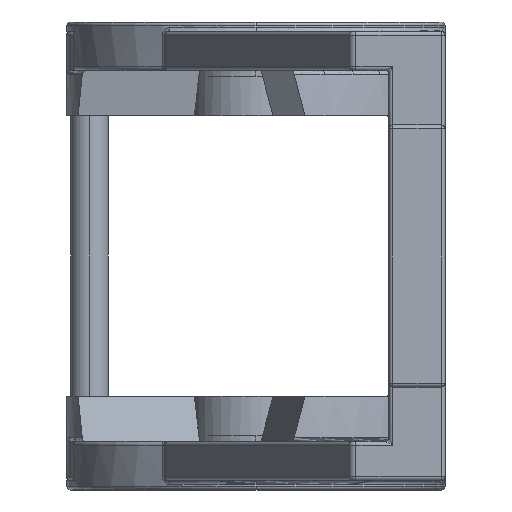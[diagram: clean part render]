
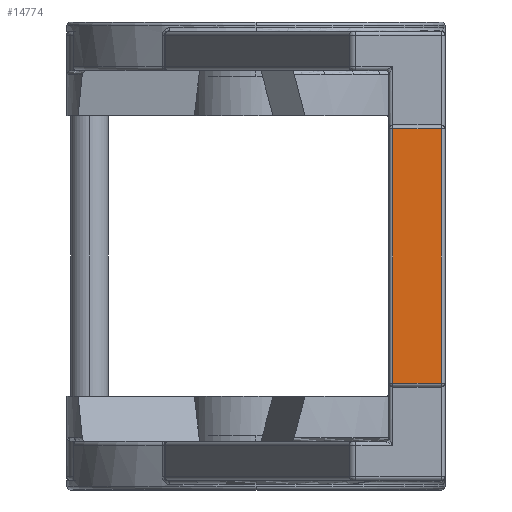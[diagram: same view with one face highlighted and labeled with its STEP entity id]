
A CAD part, left-side view. The second image highlights one B-rep face of the part: STEP entity #14774.
In plain terms, the highlighted planar face has unit normal (-1, 0, 0).
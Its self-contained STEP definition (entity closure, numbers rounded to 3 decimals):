
#206 = CARTESIAN_POINT ( 'NONE',  ( -48.6, -7.3, -16.6 ) ) ;
#502 = VECTOR ( 'NONE', #17410, 1000. ) ;
#1170 = PLANE ( 'NONE',  #12042 ) ;
#1371 = EDGE_CURVE ( 'NONE', #6062, #6858, #13958, .T. ) ;
#2413 = ORIENTED_EDGE ( 'NONE', *, *, #16802, .T. ) ;
#2687 = EDGE_CURVE ( 'NONE', #6858, #14608, #10620, .T. ) ;
#3406 = ORIENTED_EDGE ( 'NONE', *, *, #16023, .T. ) ;
#3676 = CARTESIAN_POINT ( 'NONE',  ( -48.6, -9.9, -16.4 ) ) ;
#3689 = DIRECTION ( 'NONE',  ( 0., 1., 0. ) ) ;
#3890 = LINE ( 'NONE', #17829, #5675 ) ;
#4553 = ORIENTED_EDGE ( 'NONE', *, *, #2687, .T. ) ;
#5167 = CARTESIAN_POINT ( 'NONE',  ( -48.6, -9.9, -2.6 ) ) ;
#5480 = DIRECTION ( 'NONE',  ( 0., 0., 1. ) ) ;
#5523 = ORIENTED_EDGE ( 'NONE', *, *, #1371, .T. ) ;
#5675 = VECTOR ( 'NONE', #3689, 1000. ) ;
#6017 = CARTESIAN_POINT ( 'NONE',  ( -48.6, -7.3, -16.4 ) ) ;
#6062 = VERTEX_POINT ( 'NONE', #6017 ) ;
#6858 = VERTEX_POINT ( 'NONE', #3676 ) ;
#6880 = CARTESIAN_POINT ( 'NONE',  ( -48.6, -8.6, -16.6 ) ) ;
#7720 = VECTOR ( 'NONE', #11190, 1000. ) ;
#8908 = FACE_OUTER_BOUND ( 'NONE', #11076, .T. ) ;
#9055 = VECTOR ( 'NONE', #13842, 1000. ) ;
#9599 = DIRECTION ( 'NONE',  ( -1., 0., 0. ) ) ;
#10620 = LINE ( 'NONE', #5167, #9055 ) ;
#11076 = EDGE_LOOP ( 'NONE', ( #5523, #4553, #3406, #2413 ) ) ;
#11190 = DIRECTION ( 'NONE',  ( 0., -1., 0. ) ) ;
#11322 = CARTESIAN_POINT ( 'NONE',  ( -48.6, -7.3, -2.8 ) ) ;
#11835 = CARTESIAN_POINT ( 'NONE',  ( -48.6, -9.9, -2.8 ) ) ;
#12042 = AXIS2_PLACEMENT_3D ( 'NONE', #6880, #9599, #5480 ) ;
#13842 = DIRECTION ( 'NONE',  ( 0., 0., 1. ) ) ;
#13958 = LINE ( 'NONE', #15329, #7720 ) ;
#14140 = LINE ( 'NONE', #206, #502 ) ;
#14608 = VERTEX_POINT ( 'NONE', #11835 ) ;
#14774 = ADVANCED_FACE ( 'NONE', ( #8908 ), #1170, .T. ) ;
#15329 = CARTESIAN_POINT ( 'NONE',  ( -48.6, -8.6, -16.4 ) ) ;
#16023 = EDGE_CURVE ( 'NONE', #14608, #16241, #3890, .T. ) ;
#16241 = VERTEX_POINT ( 'NONE', #11322 ) ;
#16802 = EDGE_CURVE ( 'NONE', #16241, #6062, #14140, .T. ) ;
#17410 = DIRECTION ( 'NONE',  ( 0., 0., -1. ) ) ;
#17829 = CARTESIAN_POINT ( 'NONE',  ( -48.6, -7.1, -2.8 ) ) ;
